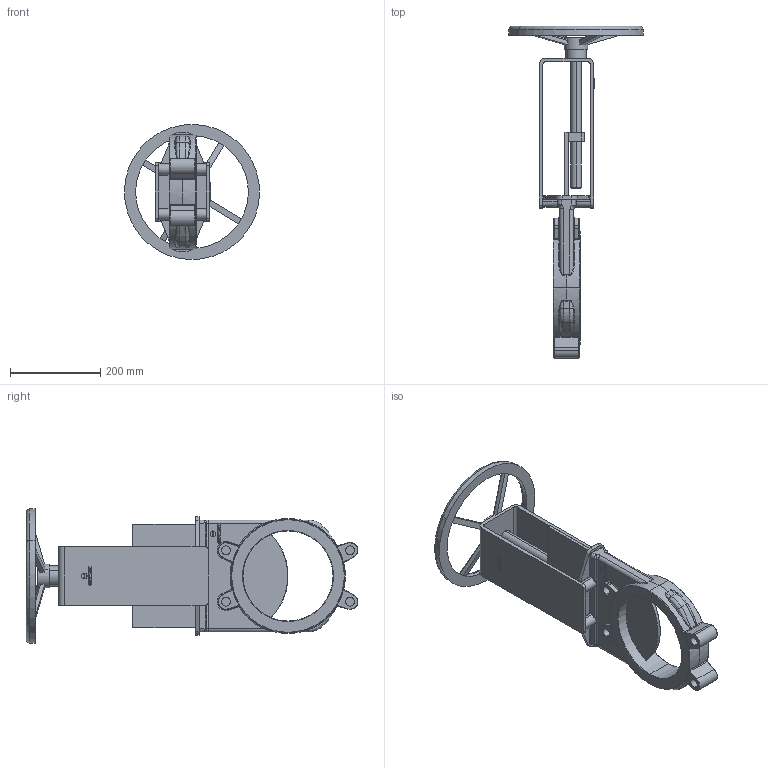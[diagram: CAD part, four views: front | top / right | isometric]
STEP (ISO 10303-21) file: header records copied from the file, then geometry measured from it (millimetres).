
FILE_DESCRIPTION (( 'STEP AP214' ), '1' );
FILE_NAME ('EB200_acci._volante HNA.STEP', '2008-11-17T15:13:48', ( 'user' ), ( '' ), 'SwSTEP 2.0', 'SolidWorks 2007', '' );
FILE_SCHEMA (( 'AUTOMOTIVE_DESIGN' ));
Length unit declared in the file: millimetre
Products named in the file (3): cuerpoEB200_volante_Predeterminado; volante200_Predeterminado; EB200_acci._volante HNA
Assembly tree (2 placements, depth 2):
  EB200_acci._volante HNA
    volante200_Predeterminado
    cuerpoEB200_volante_Predeterminado
Bounding box: 299.85 x 736.14 x 299.85 mm (x, y, z)
Volume: 4144682.8 mm3; surface area: 660730.8 mm2
Topology: 2 solids, 6 shells, 1006 faces, 2548 edges, 1591 vertices
Faces by surface type: plane 553, cylinder 201, bspline 128, torus 72, sphere 38, cone 14
Entity records: 34677 total; most frequent: CARTESIAN_POINT 11356, ORIENTED_EDGE 5040, DIRECTION 4524, EDGE_CURVE 2520, VERTEX_POINT 1591, LINE 1570, VECTOR 1570, AXIS2_PLACEMENT_3D 1477
